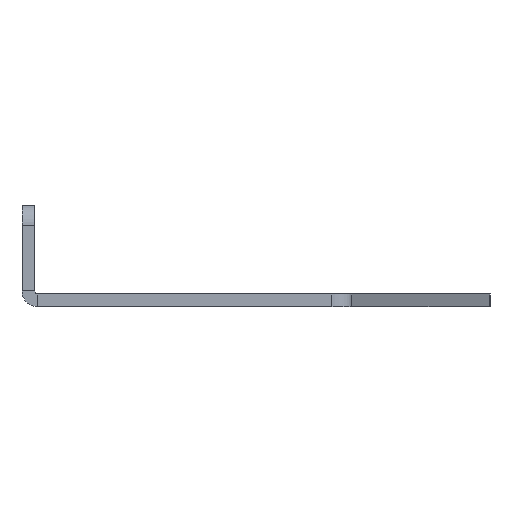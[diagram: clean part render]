
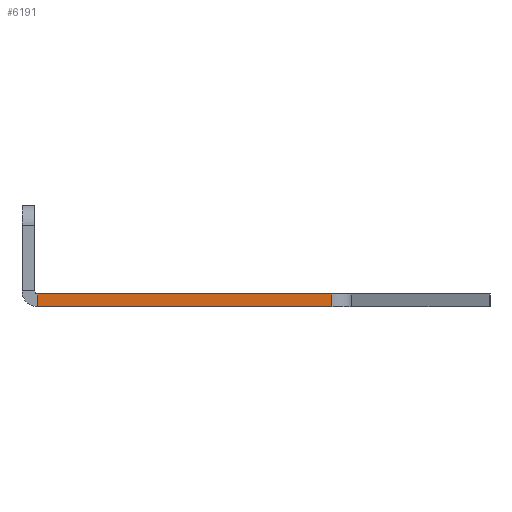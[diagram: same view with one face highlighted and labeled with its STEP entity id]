
A CAD part, left-side view. The second image highlights one B-rep face of the part: STEP entity #6191.
In plain terms, the highlighted planar face has unit normal (-1, 0, 0).
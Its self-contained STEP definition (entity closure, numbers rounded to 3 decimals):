
#211 = DIRECTION ( 'NONE',  ( 0., 0., -1. ) ) ;
#783 = DIRECTION ( 'NONE',  ( 0., -1., 0. ) ) ;
#1693 = EDGE_CURVE ( 'NONE', #4588, #2211, #6203, .T. ) ;
#1781 = VERTEX_POINT ( 'NONE', #4623 ) ;
#2132 = CARTESIAN_POINT ( 'NONE',  ( -130., 56.088, 0. ) ) ;
#2163 = LINE ( 'NONE', #2994, #4710 ) ;
#2194 = CARTESIAN_POINT ( 'NONE',  ( -130., 56.088, -3.175 ) ) ;
#2211 = VERTEX_POINT ( 'NONE', #3341 ) ;
#2508 = CARTESIAN_POINT ( 'NONE',  ( -130., -20., -3.175 ) ) ;
#2556 = DIRECTION ( 'NONE',  ( 0., -1., 0. ) ) ;
#2803 = ORIENTED_EDGE ( 'NONE', *, *, #6890, .F. ) ;
#2994 = CARTESIAN_POINT ( 'NONE',  ( -130., -16.168, -3.175 ) ) ;
#3067 = DIRECTION ( 'NONE',  ( -1., 0., 0. ) ) ;
#3221 = FACE_OUTER_BOUND ( 'NONE', #4448, .T. ) ;
#3341 = CARTESIAN_POINT ( 'NONE',  ( -130., -16.168, -3.175 ) ) ;
#3437 = VECTOR ( 'NONE', #2556, 1000. ) ;
#3469 = VERTEX_POINT ( 'NONE', #2132 ) ;
#3733 = CARTESIAN_POINT ( 'NONE',  ( -130., -20., -3.175 ) ) ;
#3965 = ORIENTED_EDGE ( 'NONE', *, *, #7317, .T. ) ;
#3977 = VECTOR ( 'NONE', #211, 1000. ) ;
#4139 = AXIS2_PLACEMENT_3D ( 'NONE', #3733, #3067, #4363 ) ;
#4363 = DIRECTION ( 'NONE',  ( 0., 0., 1. ) ) ;
#4448 = EDGE_LOOP ( 'NONE', ( #6455, #3965, #2803, #6611 ) ) ;
#4588 = VERTEX_POINT ( 'NONE', #2194 ) ;
#4623 = CARTESIAN_POINT ( 'NONE',  ( -130., -16.168, 0. ) ) ;
#4691 = DIRECTION ( 'NONE',  ( 0., 0., 1. ) ) ;
#4710 = VECTOR ( 'NONE', #4691, 1000. ) ;
#5782 = EDGE_CURVE ( 'NONE', #3469, #4588, #6610, .T. ) ;
#6182 = VECTOR ( 'NONE', #783, 1000. ) ;
#6191 = ADVANCED_FACE ( 'NONE', ( #3221 ), #7527, .T. ) ;
#6203 = LINE ( 'NONE', #2508, #3437 ) ;
#6227 = LINE ( 'NONE', #6330, #6182 ) ;
#6273 = CARTESIAN_POINT ( 'NONE',  ( -130., 56.088, 0. ) ) ;
#6330 = CARTESIAN_POINT ( 'NONE',  ( -130., -20., 0. ) ) ;
#6455 = ORIENTED_EDGE ( 'NONE', *, *, #1693, .T. ) ;
#6610 = LINE ( 'NONE', #6273, #3977 ) ;
#6611 = ORIENTED_EDGE ( 'NONE', *, *, #5782, .T. ) ;
#6890 = EDGE_CURVE ( 'NONE', #3469, #1781, #6227, .T. ) ;
#7317 = EDGE_CURVE ( 'NONE', #2211, #1781, #2163, .T. ) ;
#7527 = PLANE ( 'NONE',  #4139 ) ;
